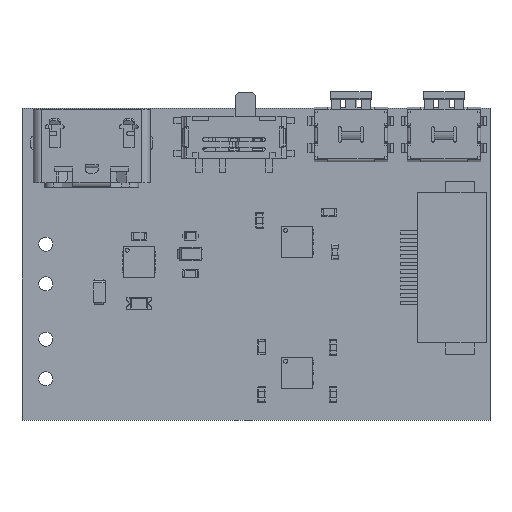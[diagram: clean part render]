
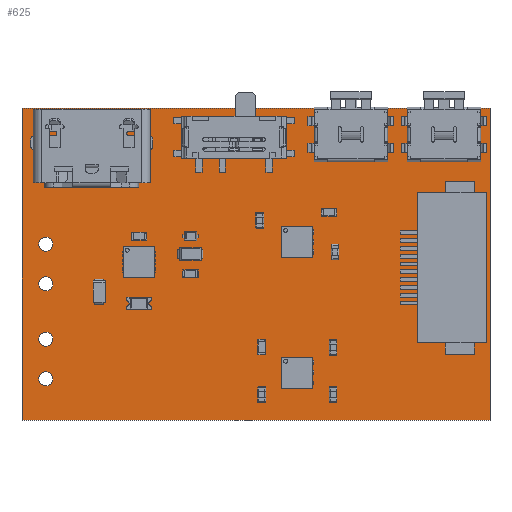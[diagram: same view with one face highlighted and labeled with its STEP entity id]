
A CAD part, top view. The second image highlights one B-rep face of the part: STEP entity #625.
In plain terms, the highlighted planar face has unit normal (0, 0, 1).
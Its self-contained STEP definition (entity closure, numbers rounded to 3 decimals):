
#136 = VERTEX_POINT('',#137);
#137 = CARTESIAN_POINT('',(0.,0.,0.411));
#143 = EDGE_CURVE('',#136,#144,#146,.T.);
#144 = VERTEX_POINT('',#145);
#145 = CARTESIAN_POINT('',(0.,20.,0.411));
#146 = LINE('',#147,#148);
#147 = CARTESIAN_POINT('',(0.,0.,0.411));
#148 = VECTOR('',#149,1.);
#149 = DIRECTION('',(0.,1.,0.));
#174 = EDGE_CURVE('',#144,#175,#177,.T.);
#175 = VERTEX_POINT('',#176);
#176 = CARTESIAN_POINT('',(30.,20.,0.411));
#177 = LINE('',#178,#179);
#178 = CARTESIAN_POINT('',(0.,20.,0.411));
#179 = VECTOR('',#180,1.);
#180 = DIRECTION('',(1.,0.,0.));
#205 = EDGE_CURVE('',#175,#206,#208,.T.);
#206 = VERTEX_POINT('',#207);
#207 = CARTESIAN_POINT('',(30.,0.,0.411));
#208 = LINE('',#209,#210);
#209 = CARTESIAN_POINT('',(30.,20.,0.411));
#210 = VECTOR('',#211,1.);
#211 = DIRECTION('',(0.,-1.,0.));
#236 = EDGE_CURVE('',#206,#136,#237,.T.);
#237 = LINE('',#238,#239);
#238 = CARTESIAN_POINT('',(30.,0.,0.411));
#239 = VECTOR('',#240,1.);
#240 = DIRECTION('',(-1.,0.,0.));
#260 = VERTEX_POINT('',#261);
#261 = CARTESIAN_POINT('',(1.974,5.207,0.411));
#267 = EDGE_CURVE('',#260,#260,#268,.T.);
#268 = CIRCLE('',#269,0.45);
#269 = AXIS2_PLACEMENT_3D('',#270,#271,#272);
#270 = CARTESIAN_POINT('',(1.524,5.207,0.411));
#271 = DIRECTION('',(0.,0.,1.));
#272 = DIRECTION('',(1.,0.,0.));
#293 = VERTEX_POINT('',#294);
#294 = CARTESIAN_POINT('',(1.974,2.667,0.411));
#300 = EDGE_CURVE('',#293,#293,#301,.T.);
#301 = CIRCLE('',#302,0.45);
#302 = AXIS2_PLACEMENT_3D('',#303,#304,#305);
#303 = CARTESIAN_POINT('',(1.524,2.667,0.411));
#304 = DIRECTION('',(0.,0.,1.));
#305 = DIRECTION('',(1.,0.,0.));
#326 = VERTEX_POINT('',#327);
#327 = CARTESIAN_POINT('',(1.974,8.763,0.411));
#333 = EDGE_CURVE('',#326,#326,#334,.T.);
#334 = CIRCLE('',#335,0.45);
#335 = AXIS2_PLACEMENT_3D('',#336,#337,#338);
#336 = CARTESIAN_POINT('',(1.524,8.763,0.411));
#337 = DIRECTION('',(0.,0.,1.));
#338 = DIRECTION('',(1.,0.,0.));
#359 = VERTEX_POINT('',#360);
#360 = CARTESIAN_POINT('',(1.974,11.303,0.411));
#366 = EDGE_CURVE('',#359,#359,#367,.T.);
#367 = CIRCLE('',#368,0.45);
#368 = AXIS2_PLACEMENT_3D('',#369,#370,#371);
#369 = CARTESIAN_POINT('',(1.524,11.303,0.411));
#370 = DIRECTION('',(0.,0.,1.));
#371 = DIRECTION('',(1.,0.,0.));
#392 = VERTEX_POINT('',#393);
#393 = CARTESIAN_POINT('',(12.689,18.161,0.411));
#399 = EDGE_CURVE('',#392,#392,#400,.T.);
#400 = CIRCLE('',#401,0.6);
#401 = AXIS2_PLACEMENT_3D('',#402,#403,#404);
#402 = CARTESIAN_POINT('',(12.089,18.161,0.411));
#403 = DIRECTION('',(0.,0.,1.));
#404 = DIRECTION('',(1.,0.,0.));
#425 = VERTEX_POINT('',#426);
#426 = CARTESIAN_POINT('',(25.376,17.488,0.411));
#432 = EDGE_CURVE('',#425,#425,#433,.T.);
#433 = CIRCLE('',#434,0.35);
#434 = AXIS2_PLACEMENT_3D('',#435,#436,#437);
#435 = CARTESIAN_POINT('',(25.026,17.488,0.411));
#436 = DIRECTION('',(0.,0.,1.));
#437 = DIRECTION('',(1.,0.,0.));
#458 = VERTEX_POINT('',#459);
#459 = CARTESIAN_POINT('',(29.426,17.488,0.411));
#465 = EDGE_CURVE('',#458,#458,#466,.T.);
#466 = CIRCLE('',#467,0.35);
#467 = AXIS2_PLACEMENT_3D('',#468,#469,#470);
#468 = CARTESIAN_POINT('',(29.076,17.488,0.411));
#469 = DIRECTION('',(0.,0.,1.));
#470 = DIRECTION('',(1.,0.,0.));
#491 = VERTEX_POINT('',#492);
#492 = CARTESIAN_POINT('',(15.689,18.161,0.411));
#498 = EDGE_CURVE('',#491,#491,#499,.T.);
#499 = CIRCLE('',#500,0.6);
#500 = AXIS2_PLACEMENT_3D('',#501,#502,#503);
#501 = CARTESIAN_POINT('',(15.089,18.161,0.411));
#502 = DIRECTION('',(0.,0.,1.));
#503 = DIRECTION('',(1.,0.,0.));
#524 = VERTEX_POINT('',#525);
#525 = CARTESIAN_POINT('',(23.457,17.488,0.411));
#531 = EDGE_CURVE('',#524,#524,#532,.T.);
#532 = CIRCLE('',#533,0.35);
#533 = AXIS2_PLACEMENT_3D('',#534,#535,#536);
#534 = CARTESIAN_POINT('',(23.107,17.488,0.411));
#535 = DIRECTION('',(0.,0.,1.));
#536 = DIRECTION('',(1.,0.,0.));
#557 = VERTEX_POINT('',#558);
#558 = CARTESIAN_POINT('',(19.407,17.488,0.411));
#564 = EDGE_CURVE('',#557,#557,#565,.T.);
#565 = CIRCLE('',#566,0.35);
#566 = AXIS2_PLACEMENT_3D('',#567,#568,#569);
#567 = CARTESIAN_POINT('',(19.057,17.488,0.411));
#568 = DIRECTION('',(0.,0.,1.));
#569 = DIRECTION('',(1.,0.,0.));
#625 = ADVANCED_FACE('',(#626,#632,#635,#638,#641,#644,#647,#650,#653,
    #656,#659),#662,.T.);
#626 = FACE_BOUND('',#627,.F.);
#627 = EDGE_LOOP('',(#628,#629,#630,#631));
#628 = ORIENTED_EDGE('',*,*,#143,.T.);
#629 = ORIENTED_EDGE('',*,*,#174,.T.);
#630 = ORIENTED_EDGE('',*,*,#205,.T.);
#631 = ORIENTED_EDGE('',*,*,#236,.T.);
#632 = FACE_BOUND('',#633,.T.);
#633 = EDGE_LOOP('',(#634));
#634 = ORIENTED_EDGE('',*,*,#267,.F.);
#635 = FACE_BOUND('',#636,.T.);
#636 = EDGE_LOOP('',(#637));
#637 = ORIENTED_EDGE('',*,*,#300,.F.);
#638 = FACE_BOUND('',#639,.T.);
#639 = EDGE_LOOP('',(#640));
#640 = ORIENTED_EDGE('',*,*,#333,.F.);
#641 = FACE_BOUND('',#642,.T.);
#642 = EDGE_LOOP('',(#643));
#643 = ORIENTED_EDGE('',*,*,#366,.F.);
#644 = FACE_BOUND('',#645,.T.);
#645 = EDGE_LOOP('',(#646));
#646 = ORIENTED_EDGE('',*,*,#399,.F.);
#647 = FACE_BOUND('',#648,.T.);
#648 = EDGE_LOOP('',(#649));
#649 = ORIENTED_EDGE('',*,*,#432,.F.);
#650 = FACE_BOUND('',#651,.T.);
#651 = EDGE_LOOP('',(#652));
#652 = ORIENTED_EDGE('',*,*,#465,.F.);
#653 = FACE_BOUND('',#654,.T.);
#654 = EDGE_LOOP('',(#655));
#655 = ORIENTED_EDGE('',*,*,#498,.F.);
#656 = FACE_BOUND('',#657,.T.);
#657 = EDGE_LOOP('',(#658));
#658 = ORIENTED_EDGE('',*,*,#531,.F.);
#659 = FACE_BOUND('',#660,.T.);
#660 = EDGE_LOOP('',(#661));
#661 = ORIENTED_EDGE('',*,*,#564,.F.);
#662 = PLANE('',#663);
#663 = AXIS2_PLACEMENT_3D('',#664,#665,#666);
#664 = CARTESIAN_POINT('',(0.,0.,0.411));
#665 = DIRECTION('',(0.,0.,1.));
#666 = DIRECTION('',(1.,0.,0.));
